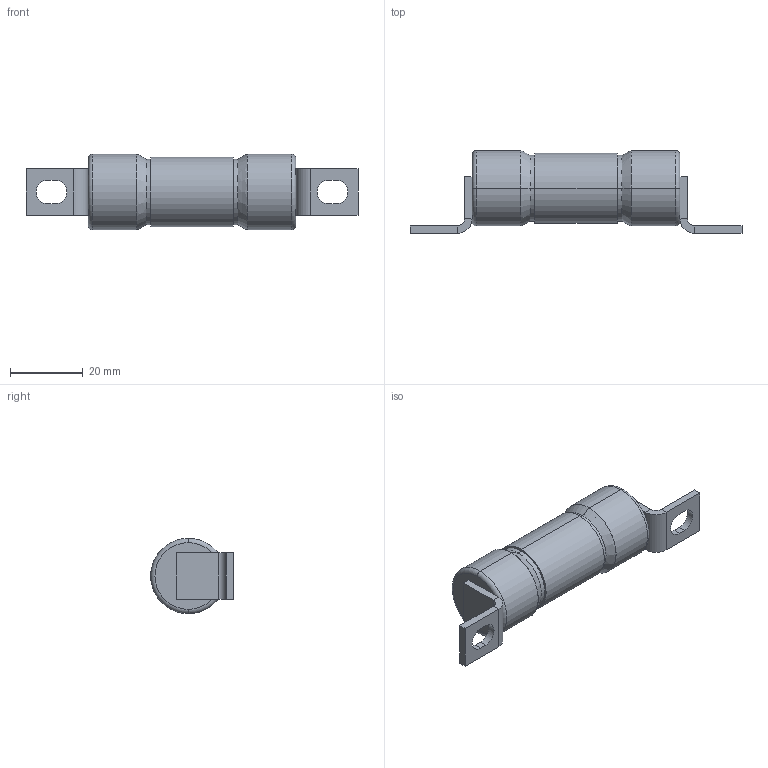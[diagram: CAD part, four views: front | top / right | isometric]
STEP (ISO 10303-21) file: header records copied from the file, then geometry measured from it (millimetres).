
FILE_DESCRIPTION (( 'STEP AP214' ), '1' );
FILE_NAME ('702154.STEP', '2023-04-04T17:12:17', ( '' ), ( '' ), 'SwSTEP 2.0', 'SolidWorks 2021', '' );
FILE_SCHEMA (( 'AUTOMOTIVE_DESIGN' ));
Length unit declared in the file: inch
Products named in the file (5): 702154; 40194; 250252_-101 CRIMPED; 140052_CRIMPED; 180014_-001 FORMED
Assembly tree (5 placements, depth 3):
  702154
    40194
    250252_-101 CRIMPED  x2
      140052_CRIMPED
      180014_-001 FORMED
Bounding box: 91.24 x 22.76 x 20.73 mm (x, y, z)
Volume: 9126 mm3; surface area: 12869.1 mm2
Topology: 5 solids, 5 shells, 114 faces, 232 edges, 140 vertices
Faces by surface type: plane 42, cylinder 32, cone 16, bspline 8, sphere 8, torus 8
Entity records: 2310 total; most frequent: CARTESIAN_POINT 548, DIRECTION 374, ORIENTED_EDGE 292, AXIS2_PLACEMENT_3D 156, EDGE_CURVE 146, VERTEX_POINT 90, EDGE_LOOP 84, CIRCLE 80
